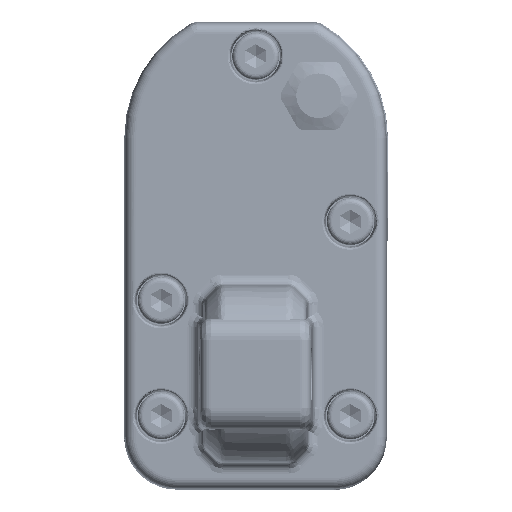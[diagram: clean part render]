
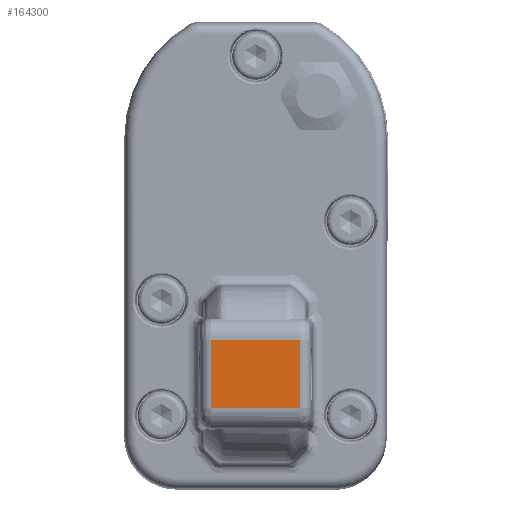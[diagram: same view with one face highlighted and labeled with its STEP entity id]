
A CAD part, front view. The second image highlights one B-rep face of the part: STEP entity #164300.
In plain terms, the highlighted face is planar.
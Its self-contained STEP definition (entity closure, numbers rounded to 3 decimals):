
#156320=DIRECTION('',(1.,0.,0.));
#156321=VECTOR('',#156320,13.091);
#156322=CARTESIAN_POINT('',(-29.546,50.,8.511));
#156323=LINE('',#156322,#156321);
#156324=DIRECTION('',(0.,0.,1.));
#156325=VECTOR('',#156324,17.022);
#156326=CARTESIAN_POINT('',(-29.546,50.,-8.511));
#156327=LINE('',#156326,#156325);
#156328=DIRECTION('',(1.,0.,0.));
#156329=VECTOR('',#156328,13.091);
#156330=CARTESIAN_POINT('',(-29.546,50.,-8.511));
#156331=LINE('',#156330,#156329);
#156332=DIRECTION('',(0.,0.,-1.));
#156333=VECTOR('',#156332,17.022);
#156334=CARTESIAN_POINT('',(-16.454,50.,8.511));
#156335=LINE('',#156334,#156333);
#156401=CARTESIAN_POINT('',(-16.454,50.,8.511));
#156413=CARTESIAN_POINT('',(-16.454,50.,-8.511));
#159271=VERTEX_POINT('',#156401);
#159275=CARTESIAN_POINT('',(-29.546,50.,8.511));
#159276=VERTEX_POINT('',#159275);
#159283=VERTEX_POINT('',#156413);
#159287=CARTESIAN_POINT('',(-29.546,50.,-8.511));
#159288=VERTEX_POINT('',#159287);
#164287=CARTESIAN_POINT('',(0.,50.,0.));
#164288=DIRECTION('',(0.,1.,0.));
#164289=DIRECTION('',(0.,0.,-1.));
#164290=AXIS2_PLACEMENT_3D('',#164287,#164288,#164289);
#164291=PLANE('',#164290);
#164292=ORIENTED_EDGE('',*,*,#164278,.F.);
#164293=ORIENTED_EDGE('',*,*,#164215,.F.);
#164295=ORIENTED_EDGE('',*,*,#164294,.T.);
#164297=ORIENTED_EDGE('',*,*,#164296,.F.);
#164298=EDGE_LOOP('',(#164292,#164293,#164295,#164297));
#164299=FACE_OUTER_BOUND('',#164298,.F.);
#164300=ADVANCED_FACE('',(#164299),#164291,.T.);
#164215=EDGE_CURVE('',#159288,#159276,#156327,.T.);
#164278=EDGE_CURVE('',#159276,#159271,#156323,.T.);
#164294=EDGE_CURVE('',#159288,#159283,#156331,.T.);
#164296=EDGE_CURVE('',#159271,#159283,#156335,.T.);
